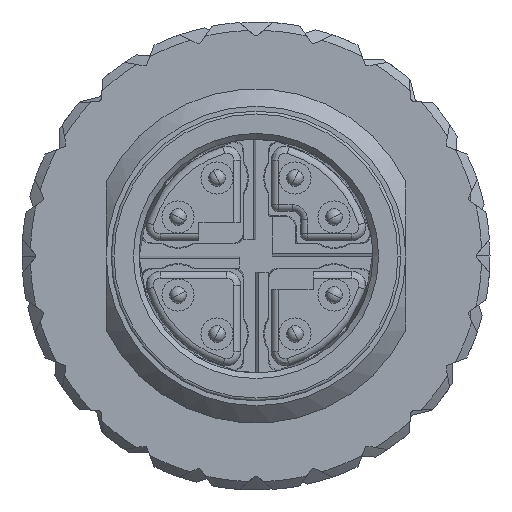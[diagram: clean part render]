
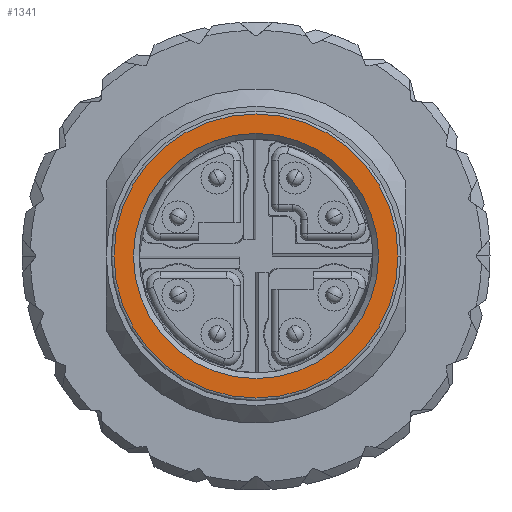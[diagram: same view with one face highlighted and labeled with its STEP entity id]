
A CAD part, left-side view. The second image highlights one B-rep face of the part: STEP entity #1341.
In plain terms, the highlighted planar face has unit normal (-1, 0, 0).
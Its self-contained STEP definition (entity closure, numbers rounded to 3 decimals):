
#245=FACE_BOUND('',#3105,.T.);
#246=FACE_BOUND('',#3106,.T.);
#607=PLANE('',#14935);
#1341=ADVANCED_FACE('',(#245,#246),#607,.T.);
#3105=EDGE_LOOP('',(#9224,#9225));
#3106=EDGE_LOOP('',(#9226));
#9224=ORIENTED_EDGE('',*,*,#12770,.T.);
#9225=ORIENTED_EDGE('',*,*,#12771,.T.);
#9226=ORIENTED_EDGE('',*,*,#12769,.F.);
#10828=VERTEX_POINT('',#24998);
#10829=VERTEX_POINT('',#25001);
#10830=VERTEX_POINT('',#25002);
#12769=EDGE_CURVE('',#10828,#10828,#13608,.T.);
#12770=EDGE_CURVE('',#10829,#10830,#13609,.T.);
#12771=EDGE_CURVE('',#10830,#10829,#13610,.T.);
#13608=CIRCLE('',#14931,4.399);
#13609=CIRCLE('',#14933,5.1);
#13610=CIRCLE('',#14934,5.1);
#14931=AXIS2_PLACEMENT_3D('',#24997,#18503,#18504);
#14933=AXIS2_PLACEMENT_3D('',#25000,#18507,#18508);
#14934=AXIS2_PLACEMENT_3D('',#25003,#18509,#18510);
#14935=AXIS2_PLACEMENT_3D('',#25004,#18511,#18512);
#18503=DIRECTION('',(-1.,0.,0.));
#18504=DIRECTION('',(0.,1.,0.));
#18507=DIRECTION('',(-1.,0.,0.));
#18508=DIRECTION('',(0.,1.,0.));
#18509=DIRECTION('',(-1.,0.,0.));
#18510=DIRECTION('',(0.,0.,1.));
#18511=DIRECTION('',(-1.,0.,0.));
#18512=DIRECTION('',(0.,-1.,0.));
#24997=CARTESIAN_POINT('',(-9.95,0.,0.));
#24998=CARTESIAN_POINT('',(-9.95,4.399,0.));
#25000=CARTESIAN_POINT('',(-9.95,0.,0.));
#25001=CARTESIAN_POINT('',(-9.95,5.1,0.));
#25002=CARTESIAN_POINT('',(-9.95,-5.1,0.));
#25003=CARTESIAN_POINT('',(-9.95,0.,0.));
#25004=CARTESIAN_POINT('',(-9.95,0.,0.));
